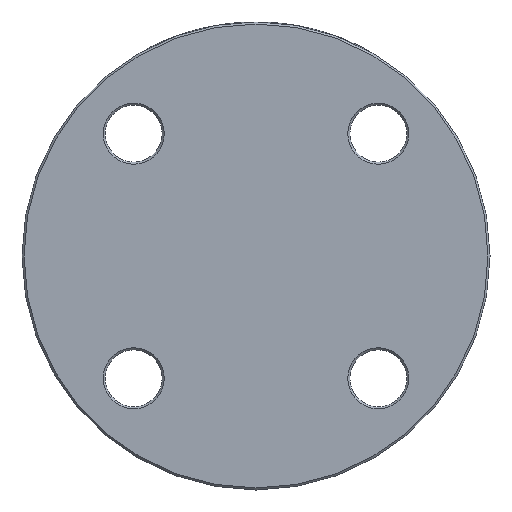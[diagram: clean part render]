
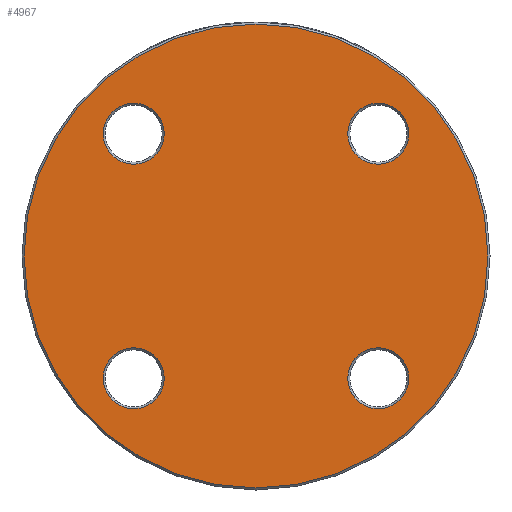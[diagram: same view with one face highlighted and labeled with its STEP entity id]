
A CAD part, left-side view. The second image highlights one B-rep face of the part: STEP entity #4967.
In plain terms, the highlighted planar face has unit normal (-1, 0, 0).
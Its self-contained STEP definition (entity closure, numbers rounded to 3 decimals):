
#19 = EDGE_CURVE ( 'NONE', #2967, #2967, #2122, .T. ) ;
#128 = CARTESIAN_POINT ( 'NONE',  ( 0., 0., 0. ) ) ;
#173 = DIRECTION ( 'NONE',  ( 0., 0., -1. ) ) ;
#196 = DIRECTION ( 'NONE',  ( 0., 0., -1. ) ) ;
#273 = EDGE_CURVE ( 'NONE', #3388, #3388, #1009, .T. ) ;
#572 = ORIENTED_EDGE ( 'NONE', *, *, #273, .T. ) ;
#596 = EDGE_CURVE ( 'NONE', #2587, #2587, #2557, .T. ) ;
#697 = CARTESIAN_POINT ( 'NONE',  ( 0., -30.052, 30.052 ) ) ;
#849 = DIRECTION ( 'NONE',  ( 0., 0., -1. ) ) ;
#905 = CARTESIAN_POINT ( 'NONE',  ( 0., -30.052, -37.552 ) ) ;
#930 = EDGE_LOOP ( 'NONE', ( #933 ) ) ;
#933 = ORIENTED_EDGE ( 'NONE', *, *, #596, .T. ) ;
#992 = CARTESIAN_POINT ( 'NONE',  ( 0., 30.052, 22.552 ) ) ;
#1009 = CIRCLE ( 'NONE', #4024, 7.5 ) ;
#1039 = DIRECTION ( 'NONE',  ( 0., 0., -1. ) ) ;
#1362 = FACE_BOUND ( 'NONE', #5234, .T. ) ;
#1601 = AXIS2_PLACEMENT_3D ( 'NONE', #697, #2292, #3576 ) ;
#1706 = DIRECTION ( 'NONE',  ( -1., 0., 0. ) ) ;
#1770 = VERTEX_POINT ( 'NONE', #3415 ) ;
#1836 = CIRCLE ( 'NONE', #4858, 7.5 ) ;
#1869 = DIRECTION ( 'NONE',  ( 1., 0., 0. ) ) ;
#1883 = ORIENTED_EDGE ( 'NONE', *, *, #3992, .T. ) ;
#2122 = CIRCLE ( 'NONE', #3414, 7.5 ) ;
#2228 = CARTESIAN_POINT ( 'NONE',  ( 0., -30.052, -30.052 ) ) ;
#2248 = EDGE_LOOP ( 'NONE', ( #2590 ) ) ;
#2292 = DIRECTION ( 'NONE',  ( 1., 0., 0. ) ) ;
#2545 = EDGE_LOOP ( 'NONE', ( #572 ) ) ;
#2557 = CIRCLE ( 'NONE', #1601, 7.5 ) ;
#2587 = VERTEX_POINT ( 'NONE', #4231 ) ;
#2590 = ORIENTED_EDGE ( 'NONE', *, *, #19, .T. ) ;
#2592 = FACE_OUTER_BOUND ( 'NONE', #2964, .T. ) ;
#2744 = CARTESIAN_POINT ( 'NONE',  ( 0., 30.052, 30.052 ) ) ;
#2919 = AXIS2_PLACEMENT_3D ( 'NONE', #128, #1706, #849 ) ;
#2964 = EDGE_LOOP ( 'NONE', ( #4043 ) ) ;
#2967 = VERTEX_POINT ( 'NONE', #992 ) ;
#3025 = DIRECTION ( 'NONE',  ( 1., 0., 0. ) ) ;
#3113 = CARTESIAN_POINT ( 'NONE',  ( 0., 0., 0. ) ) ;
#3183 = CARTESIAN_POINT ( 'NONE',  ( 0., 0., -57. ) ) ;
#3388 = VERTEX_POINT ( 'NONE', #905 ) ;
#3414 = AXIS2_PLACEMENT_3D ( 'NONE', #2744, #4866, #4032 ) ;
#3415 = CARTESIAN_POINT ( 'NONE',  ( 0., 30.052, -37.552 ) ) ;
#3556 = VERTEX_POINT ( 'NONE', #3183 ) ;
#3576 = DIRECTION ( 'NONE',  ( 0., 0., -1. ) ) ;
#3895 = DIRECTION ( 'NONE',  ( 1., 0., 0. ) ) ;
#3992 = EDGE_CURVE ( 'NONE', #1770, #1770, #1836, .T. ) ;
#4024 = AXIS2_PLACEMENT_3D ( 'NONE', #2228, #3895, #1039 ) ;
#4032 = DIRECTION ( 'NONE',  ( 0., 0., -1. ) ) ;
#4043 = ORIENTED_EDGE ( 'NONE', *, *, #4510, .T. ) ;
#4231 = CARTESIAN_POINT ( 'NONE',  ( 0., -30.052, 22.552 ) ) ;
#4350 = FACE_BOUND ( 'NONE', #2545, .T. ) ;
#4453 = AXIS2_PLACEMENT_3D ( 'NONE', #3113, #3025, #196 ) ;
#4510 = EDGE_CURVE ( 'NONE', #3556, #3556, #5073, .T. ) ;
#4644 = PLANE ( 'NONE',  #4453 ) ;
#4672 = FACE_BOUND ( 'NONE', #930, .T. ) ;
#4761 = CARTESIAN_POINT ( 'NONE',  ( 0., 30.052, -30.052 ) ) ;
#4858 = AXIS2_PLACEMENT_3D ( 'NONE', #4761, #1869, #173 ) ;
#4866 = DIRECTION ( 'NONE',  ( 1., 0., 0. ) ) ;
#4967 = ADVANCED_FACE ( 'NONE', ( #2592, #5074, #4672, #4350, #1362 ), #4644, .F. ) ;
#5073 = CIRCLE ( 'NONE', #2919, 57. ) ;
#5074 = FACE_BOUND ( 'NONE', #2248, .T. ) ;
#5234 = EDGE_LOOP ( 'NONE', ( #1883 ) ) ;
